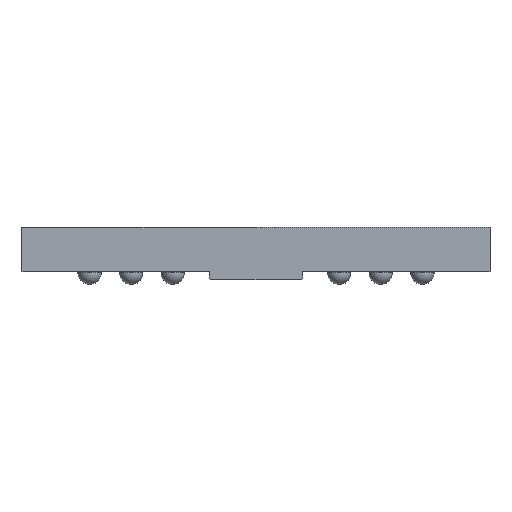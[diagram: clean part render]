
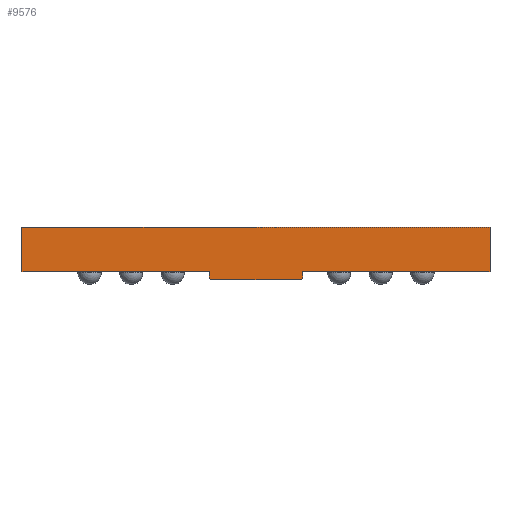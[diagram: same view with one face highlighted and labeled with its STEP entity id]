
A CAD part, front view. The second image highlights one B-rep face of the part: STEP entity #9576.
In plain terms, the highlighted planar face has unit normal (0, -1, 0).
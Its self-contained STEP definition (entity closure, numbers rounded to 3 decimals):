
#7978 = VERTEX_POINT('',#7979);
#7979 = CARTESIAN_POINT('',(4.5,-7.,0.85));
#7996 = VERTEX_POINT('',#7997);
#7997 = CARTESIAN_POINT('',(-4.5,-7.,0.85));
#8003 = EDGE_CURVE('',#7996,#7978,#8004,.T.);
#8004 = LINE('',#8005,#8006);
#8005 = CARTESIAN_POINT('',(-4.5,-7.,0.85));
#8006 = VECTOR('',#8007,1.);
#8007 = DIRECTION('',(1.,0.,0.));
#8684 = VERTEX_POINT('',#8685);
#8685 = CARTESIAN_POINT('',(-0.9,-7.,0.));
#8693 = EDGE_CURVE('',#8694,#8684,#8696,.T.);
#8694 = VERTEX_POINT('',#8695);
#8695 = CARTESIAN_POINT('',(-4.5,-7.,0.));
#8696 = LINE('',#8697,#8698);
#8697 = CARTESIAN_POINT('',(-4.5,-7.,0.));
#8698 = VECTOR('',#8699,1.);
#8699 = DIRECTION('',(1.,0.,0.));
#9206 = VERTEX_POINT('',#9207);
#9207 = CARTESIAN_POINT('',(0.9,-7.,0.));
#9222 = VERTEX_POINT('',#9223);
#9223 = CARTESIAN_POINT('',(4.5,-7.,0.));
#9229 = EDGE_CURVE('',#9206,#9222,#9230,.T.);
#9230 = LINE('',#9231,#9232);
#9231 = CARTESIAN_POINT('',(-4.5,-7.,0.));
#9232 = VECTOR('',#9233,1.);
#9233 = DIRECTION('',(1.,0.,0.));
#9491 = EDGE_CURVE('',#7978,#9222,#9492,.T.);
#9492 = LINE('',#9493,#9494);
#9493 = CARTESIAN_POINT('',(4.5,-7.,0.85));
#9494 = VECTOR('',#9495,1.);
#9495 = DIRECTION('',(-0.,-0.,-1.));
#9564 = EDGE_CURVE('',#7996,#8694,#9565,.T.);
#9565 = LINE('',#9566,#9567);
#9566 = CARTESIAN_POINT('',(-4.5,-7.,0.85));
#9567 = VECTOR('',#9568,1.);
#9568 = DIRECTION('',(-0.,-0.,-1.));
#9576 = ADVANCED_FACE('',(#9577),#9624,.F.);
#9577 = FACE_BOUND('',#9578,.T.);
#9578 = EDGE_LOOP('',(#9579,#9587,#9596,#9604,#9613,#9619,#9620,#9621,
    #9622,#9623));
#9579 = ORIENTED_EDGE('',*,*,#9580,.F.);
#9580 = EDGE_CURVE('',#9581,#8684,#9583,.T.);
#9581 = VERTEX_POINT('',#9582);
#9582 = CARTESIAN_POINT('',(-0.9,-7.,-0.105));
#9583 = LINE('',#9584,#9585);
#9584 = CARTESIAN_POINT('',(-0.9,-7.,-0.155));
#9585 = VECTOR('',#9586,1.);
#9586 = DIRECTION('',(0.,0.,1.));
#9587 = ORIENTED_EDGE('',*,*,#9588,.T.);
#9588 = EDGE_CURVE('',#9581,#9589,#9591,.T.);
#9589 = VERTEX_POINT('',#9590);
#9590 = CARTESIAN_POINT('',(-0.85,-7.,-0.155));
#9591 = CIRCLE('',#9592,0.05);
#9592 = AXIS2_PLACEMENT_3D('',#9593,#9594,#9595);
#9593 = CARTESIAN_POINT('',(-0.85,-7.,-0.105));
#9594 = DIRECTION('',(0.,-1.,0.));
#9595 = DIRECTION('',(0.,0.,1.));
#9596 = ORIENTED_EDGE('',*,*,#9597,.F.);
#9597 = EDGE_CURVE('',#9598,#9589,#9600,.T.);
#9598 = VERTEX_POINT('',#9599);
#9599 = CARTESIAN_POINT('',(0.85,-7.,-0.155));
#9600 = LINE('',#9601,#9602);
#9601 = CARTESIAN_POINT('',(0.9,-7.,-0.155));
#9602 = VECTOR('',#9603,1.);
#9603 = DIRECTION('',(-1.,0.,0.));
#9604 = ORIENTED_EDGE('',*,*,#9605,.T.);
#9605 = EDGE_CURVE('',#9598,#9606,#9608,.T.);
#9606 = VERTEX_POINT('',#9607);
#9607 = CARTESIAN_POINT('',(0.9,-7.,-0.105));
#9608 = CIRCLE('',#9609,0.05);
#9609 = AXIS2_PLACEMENT_3D('',#9610,#9611,#9612);
#9610 = CARTESIAN_POINT('',(0.85,-7.,-0.105));
#9611 = DIRECTION('',(0.,-1.,0.));
#9612 = DIRECTION('',(0.,0.,1.));
#9613 = ORIENTED_EDGE('',*,*,#9614,.T.);
#9614 = EDGE_CURVE('',#9606,#9206,#9615,.T.);
#9615 = LINE('',#9616,#9617);
#9616 = CARTESIAN_POINT('',(0.9,-7.,-0.155));
#9617 = VECTOR('',#9618,1.);
#9618 = DIRECTION('',(0.,0.,1.));
#9619 = ORIENTED_EDGE('',*,*,#9229,.T.);
#9620 = ORIENTED_EDGE('',*,*,#9491,.F.);
#9621 = ORIENTED_EDGE('',*,*,#8003,.F.);
#9622 = ORIENTED_EDGE('',*,*,#9564,.T.);
#9623 = ORIENTED_EDGE('',*,*,#8693,.T.);
#9624 = PLANE('',#9625);
#9625 = AXIS2_PLACEMENT_3D('',#9626,#9627,#9628);
#9626 = CARTESIAN_POINT('',(-4.5,-7.,0.85));
#9627 = DIRECTION('',(0.,1.,0.));
#9628 = DIRECTION('',(0.,0.,1.));
